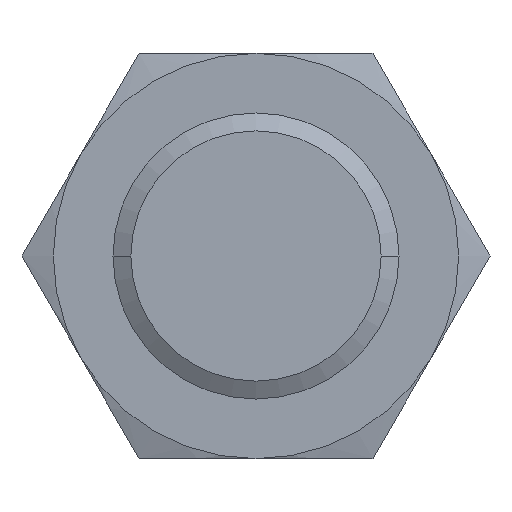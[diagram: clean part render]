
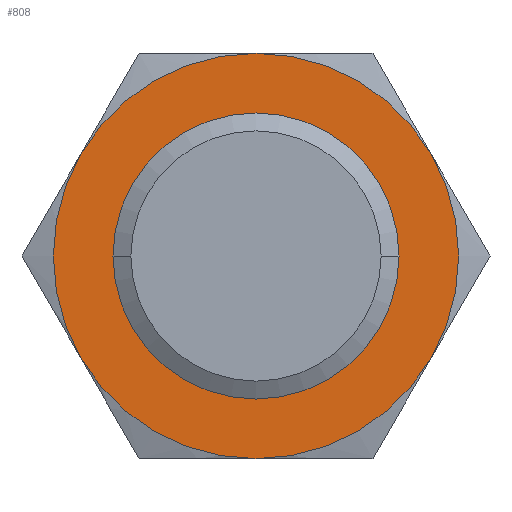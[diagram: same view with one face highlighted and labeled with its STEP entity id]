
A CAD part, front view. The second image highlights one B-rep face of the part: STEP entity #808.
In plain terms, the highlighted planar face has unit normal (0, -1, 0).
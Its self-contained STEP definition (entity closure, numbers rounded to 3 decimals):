
#18 = PLANE ( 'NONE',  #1597 ) ;
#27 = DIRECTION ( 'NONE',  ( 0., 0., -1. ) ) ;
#75 = DIRECTION ( 'NONE',  ( 0., -1., 0. ) ) ;
#193 = EDGE_CURVE ( 'NONE', #3098, #1813, #2131, .T. ) ;
#241 = DIRECTION ( 'NONE',  ( 0., 1., 0. ) ) ;
#259 = EDGE_LOOP ( 'NONE', ( #391 ) ) ;
#267 = AXIS2_PLACEMENT_3D ( 'NONE', #2839, #599, #27 ) ;
#282 = EDGE_CURVE ( 'NONE', #1813, #1590, #2379, .T. ) ;
#283 = CARTESIAN_POINT ( 'NONE',  ( -4.25, -31., 0. ) ) ;
#329 = AXIS2_PLACEMENT_3D ( 'NONE', #2592, #1755, #1418 ) ;
#345 = DIRECTION ( 'NONE',  ( 0., -1., 0. ) ) ;
#391 = ORIENTED_EDGE ( 'NONE', *, *, #2431, .T. ) ;
#520 = AXIS2_PLACEMENT_3D ( 'NONE', #3055, #345, #1706 ) ;
#527 = CIRCLE ( 'NONE', #2974, 6. ) ;
#538 = CARTESIAN_POINT ( 'NONE',  ( 0., -31., 0. ) ) ;
#566 = FACE_OUTER_BOUND ( 'NONE', #2660, .T. ) ;
#572 = DIRECTION ( 'NONE',  ( 0., -1., 0. ) ) ;
#599 = DIRECTION ( 'NONE',  ( 0., -1., 0. ) ) ;
#715 = CIRCLE ( 'NONE', #329, 8.5 ) ;
#778 = DIRECTION ( 'NONE',  ( 0., -1., 0. ) ) ;
#796 = DIRECTION ( 'NONE',  ( 0., 0., -1. ) ) ;
#807 = AXIS2_PLACEMENT_3D ( 'NONE', #2125, #778, #796 ) ;
#808 = ADVANCED_FACE ( 'NONE', ( #3407, #566 ), #18, .T. ) ;
#975 = VERTEX_POINT ( 'NONE', #2923 ) ;
#1161 = CARTESIAN_POINT ( 'NONE',  ( -7.361, -31., 4.25 ) ) ;
#1213 = DIRECTION ( 'NONE',  ( 0., 0., -1. ) ) ;
#1418 = DIRECTION ( 'NONE',  ( 0., 0., -1. ) ) ;
#1581 = VERTEX_POINT ( 'NONE', #2160 ) ;
#1590 = VERTEX_POINT ( 'NONE', #2928 ) ;
#1597 = AXIS2_PLACEMENT_3D ( 'NONE', #283, #1944, #3071 ) ;
#1706 = DIRECTION ( 'NONE',  ( 0., 0., -1. ) ) ;
#1755 = DIRECTION ( 'NONE',  ( 0., -1., 0. ) ) ;
#1763 = CIRCLE ( 'NONE', #267, 8.5 ) ;
#1813 = VERTEX_POINT ( 'NONE', #2634 ) ;
#1836 = AXIS2_PLACEMENT_3D ( 'NONE', #2005, #75, #1213 ) ;
#1895 = ORIENTED_EDGE ( 'NONE', *, *, #282, .T. ) ;
#1939 = CARTESIAN_POINT ( 'NONE',  ( 0., -31., 0. ) ) ;
#1944 = DIRECTION ( 'NONE',  ( 0., -1., 0. ) ) ;
#2005 = CARTESIAN_POINT ( 'NONE',  ( 0., -31., 0. ) ) ;
#2024 = CARTESIAN_POINT ( 'NONE',  ( -7.361, -31., -4.25 ) ) ;
#2125 = CARTESIAN_POINT ( 'NONE',  ( 0., -31., 0. ) ) ;
#2131 = CIRCLE ( 'NONE', #520, 8.5 ) ;
#2160 = CARTESIAN_POINT ( 'NONE',  ( 0., -31., 6. ) ) ;
#2266 = ORIENTED_EDGE ( 'NONE', *, *, #2750, .T. ) ;
#2328 = CIRCLE ( 'NONE', #2339, 8.5 ) ;
#2339 = AXIS2_PLACEMENT_3D ( 'NONE', #538, #572, #3616 ) ;
#2379 = CIRCLE ( 'NONE', #1836, 8.5 ) ;
#2423 = CIRCLE ( 'NONE', #807, 8.5 ) ;
#2431 = EDGE_CURVE ( 'NONE', #1581, #1581, #527, .T. ) ;
#2493 = VERTEX_POINT ( 'NONE', #1161 ) ;
#2519 = DIRECTION ( 'NONE',  ( 0., 0., 1. ) ) ;
#2570 = VERTEX_POINT ( 'NONE', #2627 ) ;
#2592 = CARTESIAN_POINT ( 'NONE',  ( 0., -31., 0. ) ) ;
#2616 = ORIENTED_EDGE ( 'NONE', *, *, #3345, .T. ) ;
#2627 = CARTESIAN_POINT ( 'NONE',  ( 0., -31., 8.5 ) ) ;
#2634 = CARTESIAN_POINT ( 'NONE',  ( 0., -31., -8.5 ) ) ;
#2660 = EDGE_LOOP ( 'NONE', ( #3318, #2266, #2813, #3547, #1895, #2616 ) ) ;
#2750 = EDGE_CURVE ( 'NONE', #2570, #2493, #2328, .T. ) ;
#2813 = ORIENTED_EDGE ( 'NONE', *, *, #3576, .T. ) ;
#2839 = CARTESIAN_POINT ( 'NONE',  ( 0., -31., 0. ) ) ;
#2923 = CARTESIAN_POINT ( 'NONE',  ( 7.361, -31., 4.25 ) ) ;
#2928 = CARTESIAN_POINT ( 'NONE',  ( 7.361, -31., -4.25 ) ) ;
#2974 = AXIS2_PLACEMENT_3D ( 'NONE', #1939, #241, #2519 ) ;
#3055 = CARTESIAN_POINT ( 'NONE',  ( 0., -31., 0. ) ) ;
#3071 = DIRECTION ( 'NONE',  ( 0., 0., 1. ) ) ;
#3098 = VERTEX_POINT ( 'NONE', #2024 ) ;
#3299 = EDGE_CURVE ( 'NONE', #975, #2570, #715, .T. ) ;
#3318 = ORIENTED_EDGE ( 'NONE', *, *, #3299, .T. ) ;
#3345 = EDGE_CURVE ( 'NONE', #1590, #975, #1763, .T. ) ;
#3407 = FACE_BOUND ( 'NONE', #259, .T. ) ;
#3547 = ORIENTED_EDGE ( 'NONE', *, *, #193, .T. ) ;
#3576 = EDGE_CURVE ( 'NONE', #2493, #3098, #2423, .T. ) ;
#3616 = DIRECTION ( 'NONE',  ( 0., 0., -1. ) ) ;
